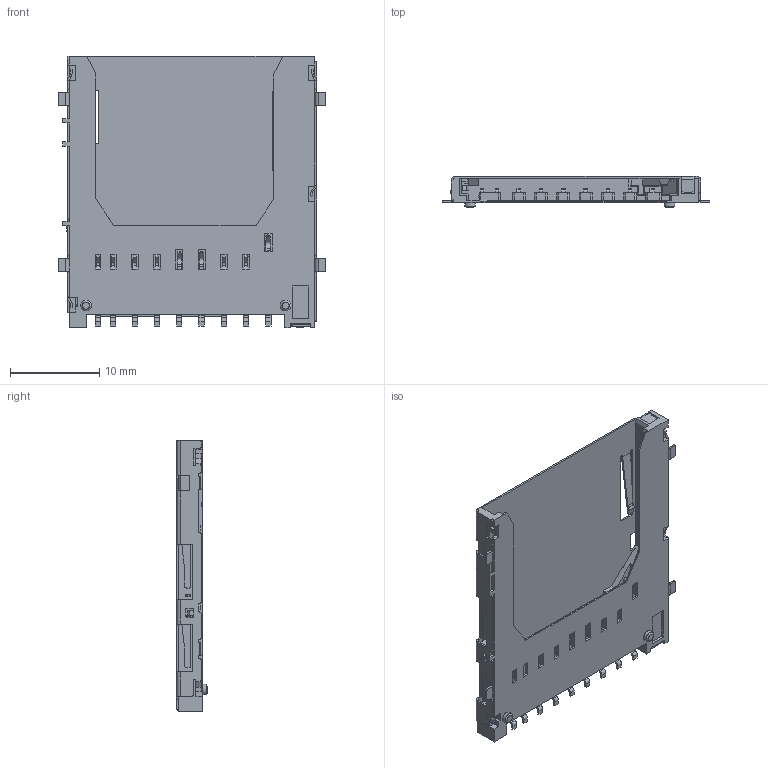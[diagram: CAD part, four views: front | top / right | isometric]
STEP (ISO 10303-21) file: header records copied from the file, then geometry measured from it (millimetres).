
FILE_DESCRIPTION((''),'2;1');
FILE_NAME('DM1AA-SF-PEJ.stp','2007-03-23T14:39:05',('User'), ('SDRC'),'I-DEAS Master Series','UNIX','Yes');
FILE_SCHEMA(('CONFIG_CONTROL_DESIGN', 'GEOMETRIC_VALIDATION_PROPERTIES_MIM','SHAPE_APPEARANCE_LAYER_MIM'));
Length unit declared in the file: millimetre
Bounding box: 30 x 3.45 x 30.5 mm (x, y, z)
Surface area: 3109.4 mm2 (no closed solid volume)
Topology: 0 solids, 1 shells, 1067 faces, 3063 edges, 1991 vertices
Faces by surface type: bspline 1067
Entity records: 33442 total; most frequent: CARTESIAN_POINT 13823, ORIENTED_EDGE 6128, EDGE_CURVE 3059, VERTEX_POINT 1991, QUASI_UNIFORM_CURVE 1859, OVER_RIDING_STYLED_ITEM 1682, EDGE_LOOP 1127, FACE_OUTER_BOUND 1067
